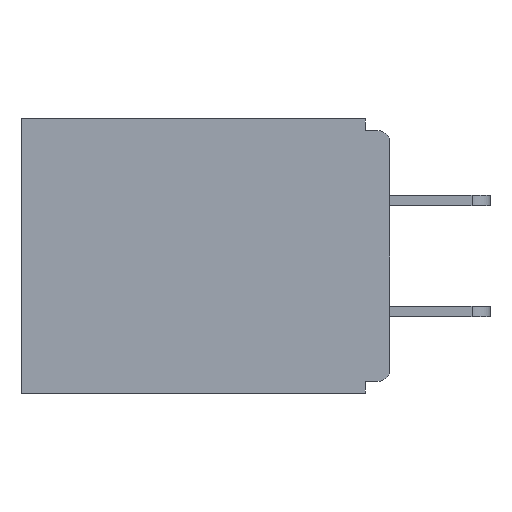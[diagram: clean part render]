
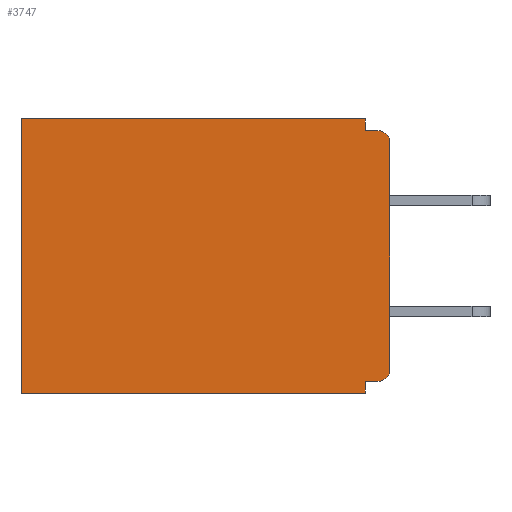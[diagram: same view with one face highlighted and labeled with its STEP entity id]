
A CAD part, left-side view. The second image highlights one B-rep face of the part: STEP entity #3747.
In plain terms, the highlighted planar face has unit normal (-1, 0, 0).
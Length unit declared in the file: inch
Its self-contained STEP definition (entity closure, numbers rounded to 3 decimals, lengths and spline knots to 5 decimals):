
#669 = DIRECTION ( 'NONE',  ( -1., 0., 0. ) ) ;
#1174 = VECTOR ( 'NONE', #14978, 39.37008 ) ;
#1544 = DIRECTION ( 'NONE',  ( 0., 0., -1. ) ) ;
#1887 = DIRECTION ( 'NONE',  ( 0., 0., -1. ) ) ;
#2533 = DIRECTION ( 'NONE',  ( 0., 0., -1. ) ) ;
#2795 = LINE ( 'NONE', #15040, #5152 ) ;
#2924 = CARTESIAN_POINT ( 'NONE',  ( 0.298, 0., -0.03 ) ) ;
#3435 = ORIENTED_EDGE ( 'NONE', *, *, #17480, .T. ) ;
#3747 = ADVANCED_FACE ( 'NONE', ( #11785 ), #12802, .F. ) ;
#3823 = DIRECTION ( 'NONE',  ( 0., 1., 0. ) ) ;
#3870 = CARTESIAN_POINT ( 'NONE',  ( 0.298, 0.46, -0.343 ) ) ;
#3999 = DIRECTION ( 'NONE',  ( 0., 0., -1. ) ) ;
#4050 = CIRCLE ( 'NONE', #19419, 0.015 ) ;
#4364 = LINE ( 'NONE', #21358, #22857 ) ;
#4453 = VERTEX_POINT ( 'NONE', #15330 ) ;
#4466 = DIRECTION ( 'NONE',  ( 0., 1., 0. ) ) ;
#4740 = DIRECTION ( 'NONE',  ( 0., 1., 0. ) ) ;
#5152 = VECTOR ( 'NONE', #3999, 39.37008 ) ;
#5202 = LINE ( 'NONE', #5630, #20779 ) ;
#5243 = LINE ( 'NONE', #14574, #6087 ) ;
#5472 = AXIS2_PLACEMENT_3D ( 'NONE', #15372, #5952, #20699 ) ;
#5630 = CARTESIAN_POINT ( 'NONE',  ( 0.298, 0., 0. ) ) ;
#5709 = CARTESIAN_POINT ( 'NONE',  ( 0.298, 0.46, 0. ) ) ;
#5785 = AXIS2_PLACEMENT_3D ( 'NONE', #23695, #7173, #1544 ) ;
#5952 = DIRECTION ( 'NONE',  ( -1., 0., 0. ) ) ;
#6087 = VECTOR ( 'NONE', #1887, 39.37008 ) ;
#6551 = CARTESIAN_POINT ( 'NONE',  ( 0.298, 0.46, 0. ) ) ;
#6682 = ORIENTED_EDGE ( 'NONE', *, *, #16166, .F. ) ;
#6711 = CARTESIAN_POINT ( 'NONE',  ( 0.298, 0., -0.015 ) ) ;
#7031 = EDGE_CURVE ( 'NONE', #8858, #12661, #21413, .T. ) ;
#7105 = DIRECTION ( 'NONE',  ( 0., 0., -1. ) ) ;
#7173 = DIRECTION ( 'NONE',  ( 1., 0., 0. ) ) ;
#7427 = EDGE_CURVE ( 'NONE', #22255, #7451, #9311, .T. ) ;
#7451 = VERTEX_POINT ( 'NONE', #20534 ) ;
#7479 = CARTESIAN_POINT ( 'NONE',  ( 0.298, 0., 0. ) ) ;
#7561 = VECTOR ( 'NONE', #8754, 39.37008 ) ;
#8142 = ORIENTED_EDGE ( 'NONE', *, *, #14945, .F. ) ;
#8523 = VERTEX_POINT ( 'NONE', #8616 ) ;
#8616 = CARTESIAN_POINT ( 'NONE',  ( 0.298, 0.015, -0.328 ) ) ;
#8754 = DIRECTION ( 'NONE',  ( 0., -1., 0. ) ) ;
#8858 = VERTEX_POINT ( 'NONE', #18962 ) ;
#9169 = CARTESIAN_POINT ( 'NONE',  ( 0.298, 0.031, -0.015 ) ) ;
#9311 = LINE ( 'NONE', #6711, #7561 ) ;
#9625 = VECTOR ( 'NONE', #4466, 39.37008 ) ;
#9897 = LINE ( 'NONE', #5709, #1174 ) ;
#9995 = ORIENTED_EDGE ( 'NONE', *, *, #17088, .F. ) ;
#10393 = CARTESIAN_POINT ( 'NONE',  ( 0.298, 0., -0.328 ) ) ;
#11785 = FACE_OUTER_BOUND ( 'NONE', #13615, .T. ) ;
#11804 = EDGE_CURVE ( 'NONE', #8523, #22160, #15646, .T. ) ;
#12661 = VERTEX_POINT ( 'NONE', #6551 ) ;
#12802 = PLANE ( 'NONE',  #5785 ) ;
#12903 = EDGE_CURVE ( 'NONE', #14784, #7451, #4050, .T. ) ;
#13609 = VECTOR ( 'NONE', #3823, 39.37008 ) ;
#13615 = EDGE_LOOP ( 'NONE', ( #17269, #14889, #8142, #16971, #16206, #22653, #9995, #14672, #3435, #6682 ) ) ;
#14574 = CARTESIAN_POINT ( 'NONE',  ( 0.298, 0.031, -0.343 ) ) ;
#14672 = ORIENTED_EDGE ( 'NONE', *, *, #11804, .F. ) ;
#14784 = VERTEX_POINT ( 'NONE', #2924 ) ;
#14889 = ORIENTED_EDGE ( 'NONE', *, *, #7427, .F. ) ;
#14945 = EDGE_CURVE ( 'NONE', #8858, #22255, #5243, .T. ) ;
#14978 = DIRECTION ( 'NONE',  ( 0., 0., -1. ) ) ;
#15040 = CARTESIAN_POINT ( 'NONE',  ( 0.298, 0.031, -0.343 ) ) ;
#15330 = CARTESIAN_POINT ( 'NONE',  ( 0.298, 0.031, -0.343 ) ) ;
#15372 = CARTESIAN_POINT ( 'NONE',  ( 0.298, 0.015, -0.313 ) ) ;
#15646 = LINE ( 'NONE', #10393, #9625 ) ;
#16166 = EDGE_CURVE ( 'NONE', #14784, #16650, #5202, .T. ) ;
#16206 = ORIENTED_EDGE ( 'NONE', *, *, #21025, .T. ) ;
#16650 = VERTEX_POINT ( 'NONE', #22151 ) ;
#16971 = ORIENTED_EDGE ( 'NONE', *, *, #7031, .T. ) ;
#17088 = EDGE_CURVE ( 'NONE', #22160, #4453, #2795, .T. ) ;
#17224 = CARTESIAN_POINT ( 'NONE',  ( 0.298, 0.015, -0.03 ) ) ;
#17269 = ORIENTED_EDGE ( 'NONE', *, *, #12903, .T. ) ;
#17480 = EDGE_CURVE ( 'NONE', #8523, #16650, #19223, .T. ) ;
#18962 = CARTESIAN_POINT ( 'NONE',  ( 0.298, 0.031, 0. ) ) ;
#19223 = CIRCLE ( 'NONE', #5472, 0.015 ) ;
#19419 = AXIS2_PLACEMENT_3D ( 'NONE', #17224, #669, #2533 ) ;
#20534 = CARTESIAN_POINT ( 'NONE',  ( 0.298, 0.015, -0.015 ) ) ;
#20699 = DIRECTION ( 'NONE',  ( 0., 0., -1. ) ) ;
#20741 = EDGE_CURVE ( 'NONE', #4453, #23489, #4364, .T. ) ;
#20779 = VECTOR ( 'NONE', #7105, 39.37008 ) ;
#21025 = EDGE_CURVE ( 'NONE', #12661, #23489, #9897, .T. ) ;
#21358 = CARTESIAN_POINT ( 'NONE',  ( 0.298, 0., -0.343 ) ) ;
#21413 = LINE ( 'NONE', #7479, #13609 ) ;
#21630 = CARTESIAN_POINT ( 'NONE',  ( 0.298, 0.031, -0.328 ) ) ;
#22151 = CARTESIAN_POINT ( 'NONE',  ( 0.298, 0., -0.313 ) ) ;
#22160 = VERTEX_POINT ( 'NONE', #21630 ) ;
#22255 = VERTEX_POINT ( 'NONE', #9169 ) ;
#22653 = ORIENTED_EDGE ( 'NONE', *, *, #20741, .F. ) ;
#22857 = VECTOR ( 'NONE', #4740, 39.37008 ) ;
#23489 = VERTEX_POINT ( 'NONE', #3870 ) ;
#23695 = CARTESIAN_POINT ( 'NONE',  ( 0.298, 0., 0. ) ) ;
